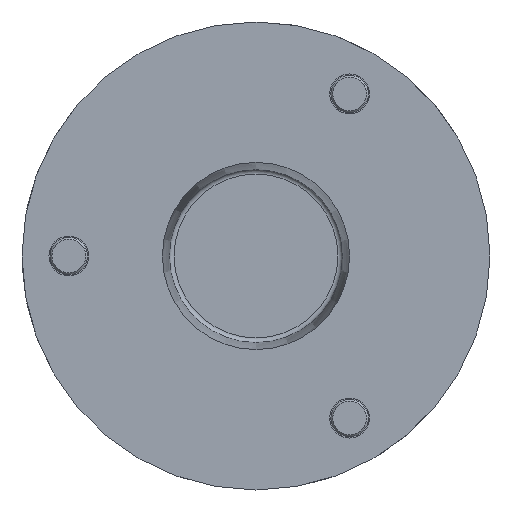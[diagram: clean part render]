
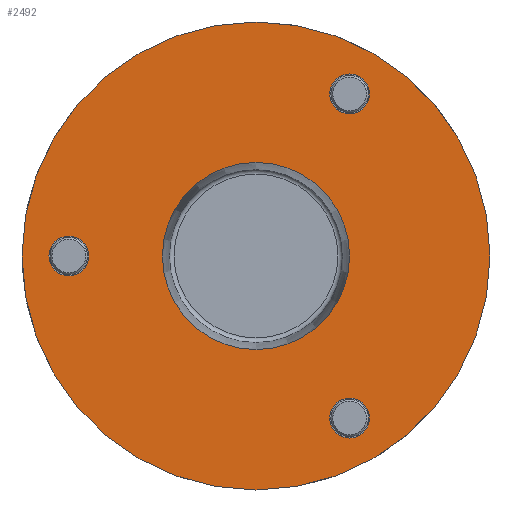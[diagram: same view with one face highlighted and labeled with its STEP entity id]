
A CAD part, front view. The second image highlights one B-rep face of the part: STEP entity #2492.
In plain terms, the highlighted planar face has unit normal (0, -1, 0).
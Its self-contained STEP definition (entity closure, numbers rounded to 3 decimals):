
#49=PLANE('',#2729);
#159=FACE_BOUND('',#795,.T.);
#160=FACE_BOUND('',#796,.T.);
#161=FACE_BOUND('',#797,.T.);
#162=FACE_BOUND('',#798,.T.);
#626=FACE_OUTER_BOUND('',#794,.T.);
#794=EDGE_LOOP('',(#1841));
#795=EDGE_LOOP('',(#1842));
#796=EDGE_LOOP('',(#1843));
#797=EDGE_LOOP('',(#1844));
#798=EDGE_LOOP('',(#1845));
#970=CIRCLE('',#2687,4.25);
#972=CIRCLE('',#2690,4.25);
#974=CIRCLE('',#2693,4.25);
#987=CIRCLE('',#2711,20.);
#996=CIRCLE('',#2722,50.);
#1136=VERTEX_POINT('',#4220);
#1138=VERTEX_POINT('',#4226);
#1140=VERTEX_POINT('',#4232);
#1155=VERTEX_POINT('',#4372);
#1160=VERTEX_POINT('',#4389);
#1380=EDGE_CURVE('',#1136,#1136,#970,.T.);
#1383=EDGE_CURVE('',#1138,#1138,#972,.T.);
#1386=EDGE_CURVE('',#1140,#1140,#974,.T.);
#1404=EDGE_CURVE('',#1155,#1155,#987,.T.);
#1413=EDGE_CURVE('',#1160,#1160,#996,.T.);
#1841=ORIENTED_EDGE('',*,*,#1413,.T.);
#1842=ORIENTED_EDGE('',*,*,#1404,.F.);
#1843=ORIENTED_EDGE('',*,*,#1386,.T.);
#1844=ORIENTED_EDGE('',*,*,#1380,.T.);
#1845=ORIENTED_EDGE('',*,*,#1383,.T.);
#2492=ADVANCED_FACE('',(#626,#159,#160,#161,#162),#49,.T.);
#2687=AXIS2_PLACEMENT_3D('',#4222,#3046,#3047);
#2690=AXIS2_PLACEMENT_3D('',#4228,#3053,#3054);
#2693=AXIS2_PLACEMENT_3D('',#4234,#3060,#3061);
#2711=AXIS2_PLACEMENT_3D('',#4374,#3099,#3100);
#2722=AXIS2_PLACEMENT_3D('',#4390,#3121,#3122);
#2729=AXIS2_PLACEMENT_3D('',#4608,#3138,#3139);
#3046=DIRECTION('center_axis',(0.,1.,0.));
#3047=DIRECTION('ref_axis',(0.,0.,1.));
#3053=DIRECTION('center_axis',(0.,1.,0.));
#3054=DIRECTION('ref_axis',(0.,0.,1.));
#3060=DIRECTION('center_axis',(0.,1.,0.));
#3061=DIRECTION('ref_axis',(0.,0.,1.));
#3099=DIRECTION('center_axis',(0.,-1.,0.));
#3100=DIRECTION('ref_axis',(0.,0.,-1.));
#3121=DIRECTION('center_axis',(0.,-1.,0.));
#3122=DIRECTION('ref_axis',(0.,0.,-1.));
#3138=DIRECTION('center_axis',(0.,-1.,0.));
#3139=DIRECTION('ref_axis',(0.,0.,-1.));
#4220=CARTESIAN_POINT('',(-40.856,-45.27,6.584));
#4222=CARTESIAN_POINT('Origin',(-40.856,-45.27,2.334));
#4226=CARTESIAN_POINT('',(19.144,-45.27,41.225));
#4228=CARTESIAN_POINT('Origin',(19.144,-45.27,36.975));
#4232=CARTESIAN_POINT('',(19.144,-45.27,-28.057));
#4234=CARTESIAN_POINT('Origin',(19.144,-45.27,-32.307));
#4372=CARTESIAN_POINT('',(-0.856,-45.27,22.334));
#4374=CARTESIAN_POINT('Origin',(-0.856,-45.27,2.334));
#4389=CARTESIAN_POINT('',(-0.856,-45.27,52.334));
#4390=CARTESIAN_POINT('Origin',(-0.856,-45.27,2.334));
#4608=CARTESIAN_POINT('Origin',(-0.856,-45.27,2.334));
